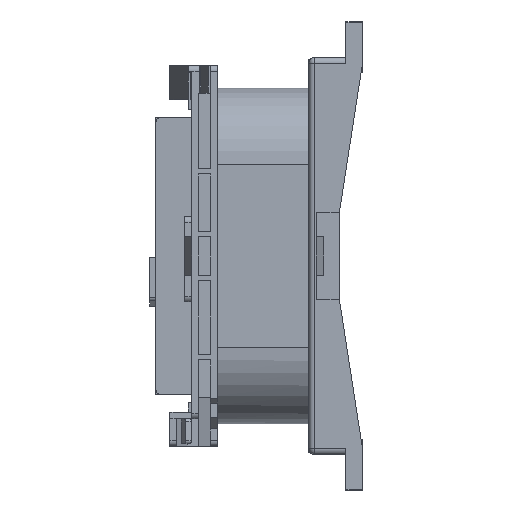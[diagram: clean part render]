
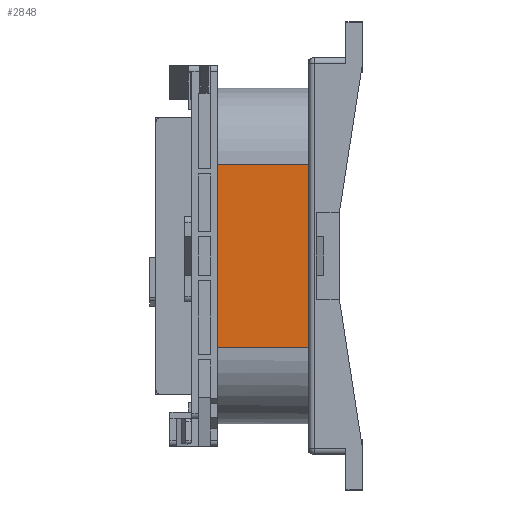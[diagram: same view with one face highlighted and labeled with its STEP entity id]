
A CAD part, left-side view. The second image highlights one B-rep face of the part: STEP entity #2848.
In plain terms, the highlighted planar face has unit normal (-1, 0, 0).
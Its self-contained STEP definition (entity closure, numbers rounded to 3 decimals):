
#372 = VECTOR ( 'NONE', #29294, 1000. ) ;
#416 = CARTESIAN_POINT ( 'NONE',  ( -40., 10.6, 16.7 ) ) ;
#1176 = ORIENTED_EDGE ( 'NONE', *, *, #32112, .T. ) ;
#2173 = VECTOR ( 'NONE', #8299, 1000. ) ;
#2429 = CARTESIAN_POINT ( 'NONE',  ( -40., 10.6, 30.7 ) ) ;
#2848 = ADVANCED_FACE ( 'NONE', ( #28539 ), #12970, .F. ) ;
#3774 = VERTEX_POINT ( 'NONE', #6935 ) ;
#3850 = CARTESIAN_POINT ( 'NONE',  ( -40., 10.6, 16.7 ) ) ;
#4860 = DIRECTION ( 'NONE',  ( 0., 0., -1. ) ) ;
#6935 = CARTESIAN_POINT ( 'NONE',  ( -40., -6.1, 16.7 ) ) ;
#6943 = CARTESIAN_POINT ( 'NONE',  ( -40., -6.1, 30.7 ) ) ;
#8299 = DIRECTION ( 'NONE',  ( 0., 0., 1. ) ) ;
#8763 = LINE ( 'NONE', #16382, #21388 ) ;
#9536 = LINE ( 'NONE', #6943, #24377 ) ;
#10220 = VERTEX_POINT ( 'NONE', #26767 ) ;
#10456 = CARTESIAN_POINT ( 'NONE',  ( -40., -6.1, -16.7 ) ) ;
#11600 = EDGE_LOOP ( 'NONE', ( #27471, #1176, #33115, #27923 ) ) ;
#12222 = EDGE_CURVE ( 'NONE', #3774, #27295, #16151, .T. ) ;
#12970 = PLANE ( 'NONE',  #25965 ) ;
#13952 = DIRECTION ( 'NONE',  ( 0., -1., 0. ) ) ;
#16151 = LINE ( 'NONE', #416, #372 ) ;
#16382 = CARTESIAN_POINT ( 'NONE',  ( -40., 10.6, -16.7 ) ) ;
#17511 = DIRECTION ( 'NONE',  ( 0., 0., 1. ) ) ;
#18840 = EDGE_CURVE ( 'NONE', #31092, #3774, #9536, .T. ) ;
#20931 = CARTESIAN_POINT ( 'NONE',  ( -40., 10.6, 30.7 ) ) ;
#21388 = VECTOR ( 'NONE', #13952, 1000. ) ;
#23880 = DIRECTION ( 'NONE',  ( 1., 0., 0. ) ) ;
#24377 = VECTOR ( 'NONE', #17511, 1000. ) ;
#25965 = AXIS2_PLACEMENT_3D ( 'NONE', #2429, #23880, #4860 ) ;
#26767 = CARTESIAN_POINT ( 'NONE',  ( -40., 10.6, -16.7 ) ) ;
#27295 = VERTEX_POINT ( 'NONE', #3850 ) ;
#27471 = ORIENTED_EDGE ( 'NONE', *, *, #30312, .F. ) ;
#27923 = ORIENTED_EDGE ( 'NONE', *, *, #12222, .T. ) ;
#28539 = FACE_OUTER_BOUND ( 'NONE', #11600, .T. ) ;
#28705 = LINE ( 'NONE', #20931, #2173 ) ;
#29294 = DIRECTION ( 'NONE',  ( 0., 1., 0. ) ) ;
#30312 = EDGE_CURVE ( 'NONE', #10220, #27295, #28705, .T. ) ;
#31092 = VERTEX_POINT ( 'NONE', #10456 ) ;
#32112 = EDGE_CURVE ( 'NONE', #10220, #31092, #8763, .T. ) ;
#33115 = ORIENTED_EDGE ( 'NONE', *, *, #18840, .T. ) ;
